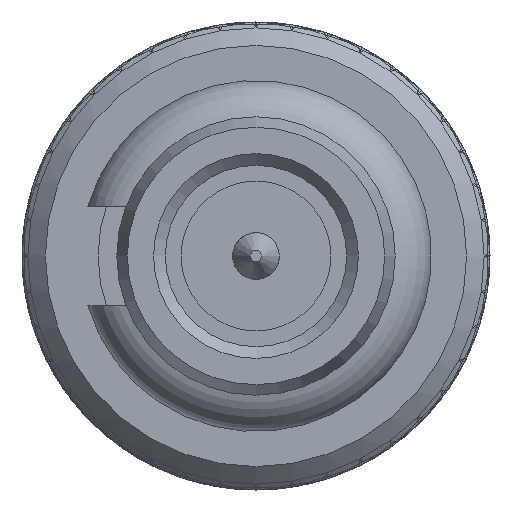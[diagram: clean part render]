
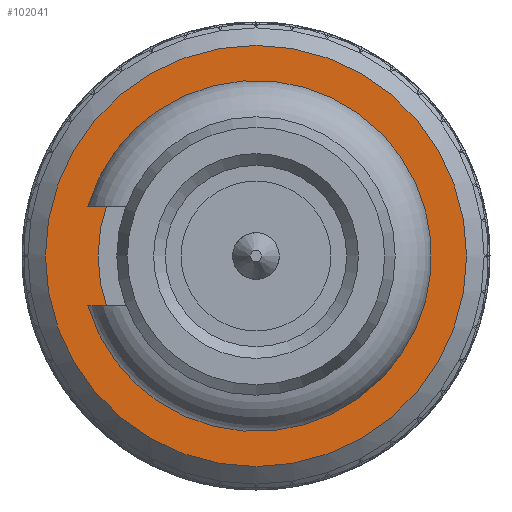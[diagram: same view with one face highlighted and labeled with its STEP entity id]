
A CAD part, front view. The second image highlights one B-rep face of the part: STEP entity #102041.
In plain terms, the highlighted planar face has unit normal (0, -1, 0).
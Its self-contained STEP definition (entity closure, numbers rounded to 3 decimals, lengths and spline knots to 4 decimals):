
#11171=PLANE('',#104119);
#11470=CIRCLE('',#104116,1.8);
#11472=CIRCLE('',#104120,1.35);
#29191=ORIENTED_EDGE('',*,*,#40980,.T.);
#29192=ORIENTED_EDGE('',*,*,#40982,.T.);
#40980=EDGE_CURVE('',#46970,#46970,#11470,.F.);
#40982=EDGE_CURVE('',#46972,#46972,#11472,.T.);
#46970=VERTEX_POINT('',#215407);
#46972=VERTEX_POINT('',#215413);
#56212=EDGE_LOOP('',(#29191));
#56213=EDGE_LOOP('',(#29192));
#61362=FACE_BOUND('',#56212,.T.);
#61363=FACE_BOUND('',#56213,.T.);
#102041=ADVANCED_FACE('',(#61362,#61363),#11171,.F.);
#104116=AXIS2_PLACEMENT_3D('',#215406,#107223,#107224);
#104119=AXIS2_PLACEMENT_3D('',#215411,#107229,#107230);
#104120=AXIS2_PLACEMENT_3D('',#215412,#107231,#107232);
#107223=DIRECTION('',(0.,1.,0.));
#107224=DIRECTION('',(1.,0.,0.));
#107229=DIRECTION('',(0.,1.,0.));
#107230=DIRECTION('',(1.,0.,0.));
#107231=DIRECTION('',(0.,1.,0.));
#107232=DIRECTION('',(1.,0.,0.));
#215406=CARTESIAN_POINT('',(0.,-73.4,0.));
#215407=CARTESIAN_POINT('',(1.8,-73.4,0.));
#215411=CARTESIAN_POINT('',(0.,-73.4,0.));
#215412=CARTESIAN_POINT('',(0.,-73.4,0.));
#215413=CARTESIAN_POINT('',(1.35,-73.4,0.));
